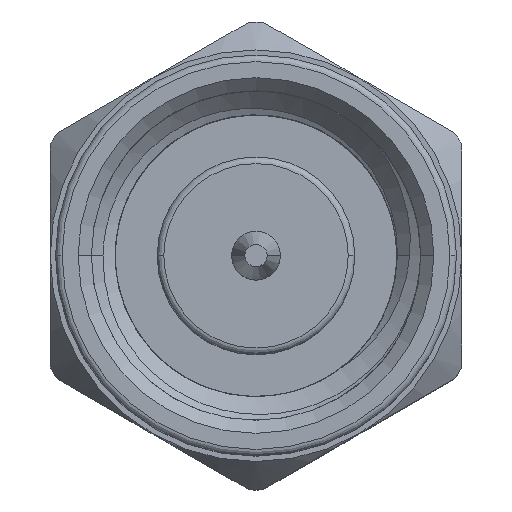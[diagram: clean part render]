
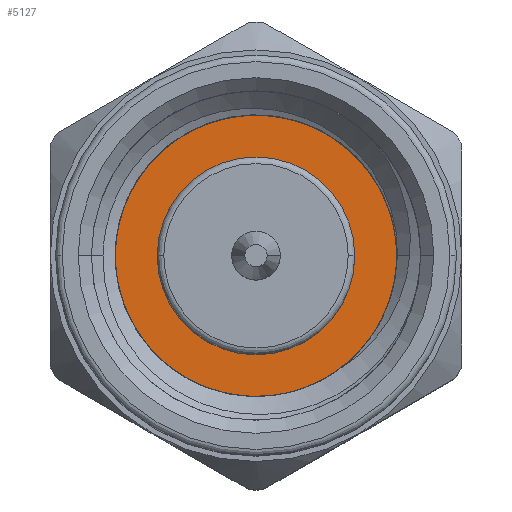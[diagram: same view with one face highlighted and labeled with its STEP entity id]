
A CAD part, top view. The second image highlights one B-rep face of the part: STEP entity #5127.
In plain terms, the highlighted face is planar.
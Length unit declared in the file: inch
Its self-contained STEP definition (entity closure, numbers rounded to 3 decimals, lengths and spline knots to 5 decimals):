
#132 = ORIENTED_EDGE ( 'NONE', *, *, #4529, .T. ) ;
#152 = CARTESIAN_POINT ( 'NONE',  ( -0.65, 0., 0. ) ) ;
#215 = B_SPLINE_CURVE_WITH_KNOTS ( 'NONE', 3,
 ( #926, #6271, #7470, #3855, #6878, #237, #4445, #3879, #4471, #872, #2896, #2782, #1650, #1003, #391, #446, #6482, #3402, #5810, #5183, #5211, #1676, #2809, #6393 ),
 .UNSPECIFIED., .F., .F.,
 ( 4, 2, 2, 2, 2, 2, 2, 2, 2, 2, 2, 4 ),
 ( 0., 0.00087, 0.0013, 0.00173, 0.0026, 0.00304, 0.00347, 0.0039, 0.00434, 0.0052, 0.00607, 0.00694 ),
 .UNSPECIFIED. ) ;
#237 = CARTESIAN_POINT ( 'NONE',  ( -0.65, 0.09504, -0.07605 ) ) ;
#239 = AXIS2_PLACEMENT_3D ( 'NONE', #4511, #1533, #6345 ) ;
#391 = CARTESIAN_POINT ( 'NONE',  ( -0.65, 0.01462, -0.11478 ) ) ;
#446 = CARTESIAN_POINT ( 'NONE',  ( -0.65, 0.00321, -0.11494 ) ) ;
#532 = CARTESIAN_POINT ( 'NONE',  ( -0.65, -0.05761, 0.09816 ) ) ;
#558 = CARTESIAN_POINT ( 'NONE',  ( -0.65, -0.08269, 0.07467 ) ) ;
#610 = CARTESIAN_POINT ( 'NONE',  ( -0.65, 0.10529, 0.06737 ) ) ;
#691 = DIRECTION ( 'NONE',  ( -1., 0., 0. ) ) ;
#766 = DIRECTION ( 'NONE',  ( 0., 0., 1. ) ) ;
#872 = CARTESIAN_POINT ( 'NONE',  ( -0.65, 0.05344, -0.10561 ) ) ;
#875 = ORIENTED_EDGE ( 'NONE', *, *, #2028, .F. ) ;
#926 = CARTESIAN_POINT ( 'NONE',  ( -0.65, 0.12221, -0.02625 ) ) ;
#935 = AXIS2_PLACEMENT_3D ( 'NONE', #152, #691, #766 ) ;
#988 = CARTESIAN_POINT ( 'NONE',  ( -0.65, -0.10457, 0.02246 ) ) ;
#1003 = CARTESIAN_POINT ( 'NONE',  ( -0.65, 0.02029, -0.11428 ) ) ;
#1083 = CARTESIAN_POINT ( 'NONE',  ( -0.65, -0.10773, -0.00531 ) ) ;
#1156 = CARTESIAN_POINT ( 'NONE',  ( -0.65, -0.08929, 0.06534 ) ) ;
#1329 = DIRECTION ( 'NONE',  ( -1., 0., 0. ) ) ;
#1506 = PLANE ( 'NONE',  #2068 ) ;
#1533 = DIRECTION ( 'NONE',  ( -1., 0., 0. ) ) ;
#1650 = CARTESIAN_POINT ( 'NONE',  ( -0.65, 0.03156, -0.11247 ) ) ;
#1676 = CARTESIAN_POINT ( 'NONE',  ( -0.65, -0.07748, -0.07686 ) ) ;
#1757 = CARTESIAN_POINT ( 'NONE',  ( -0.65, 0.01299, 0.11751 ) ) ;
#1955 = CIRCLE ( 'NONE', #2157, 0.125 ) ;
#2028 = EDGE_CURVE ( 'NONE', #6790, #4499, #3607, .T. ) ;
#2068 = AXIS2_PLACEMENT_3D ( 'NONE', #7511, #2145, #6918 ) ;
#2145 = DIRECTION ( 'NONE',  ( -1., 0., 0. ) ) ;
#2157 = AXIS2_PLACEMENT_3D ( 'NONE', #3191, #1329, #2575 ) ;
#2335 = EDGE_CURVE ( 'NONE', #5150, #6124, #3267, .T. ) ;
#2362 = CARTESIAN_POINT ( 'NONE',  ( -0.65, 0.12221, -0.02625 ) ) ;
#2382 = CARTESIAN_POINT ( 'NONE',  ( -0.65, 0.07257, 0.09896 ) ) ;
#2415 = CARTESIAN_POINT ( 'NONE',  ( -0.65, -0.00413, 0.11712 ) ) ;
#2575 = DIRECTION ( 'NONE',  ( 0., 0., 1. ) ) ;
#2608 = B_SPLINE_CURVE_WITH_KNOTS ( 'NONE', 3,
 ( #5365, #4734, #4135, #1156, #558, #4185, #532, #4810, #7792, #7210, #5911, #3006, #2415, #7155, #1757, #7818, #5957, #3505, #2382, #3032, #6508, #610 ),
 .UNSPECIFIED., .F., .F.,
 ( 4, 2, 2, 2, 2, 2, 2, 2, 2, 2, 4 ),
 ( 0., 0.00087, 0.00173, 0.0026, 0.00303, 0.00347, 0.0039, 0.00433, 0.0052, 0.00607, 0.00693 ),
 .UNSPECIFIED. ) ;
#2734 = ORIENTED_EDGE ( 'NONE', *, *, #5587, .F. ) ;
#2782 = CARTESIAN_POINT ( 'NONE',  ( -0.65, 0.0372, -0.11115 ) ) ;
#2809 = CARTESIAN_POINT ( 'NONE',  ( -0.65, -0.08453, -0.06777 ) ) ;
#2896 = CARTESIAN_POINT ( 'NONE',  ( -0.65, 0.04815, -0.10771 ) ) ;
#3006 = CARTESIAN_POINT ( 'NONE',  ( -0.65, -0.00989, 0.11642 ) ) ;
#3032 = CARTESIAN_POINT ( 'NONE',  ( -0.65, 0.09053, 0.08498 ) ) ;
#3191 = CARTESIAN_POINT ( 'NONE',  ( -0.65, 0., 0. ) ) ;
#3267 = B_SPLINE_CURVE_WITH_KNOTS ( 'NONE', 3,
 ( #3501, #3533, #7737, #1083, #5312, #5339 ),
 .UNSPECIFIED., .F., .F.,
 ( 4, 2, 4 ),
 ( 0., 0.00106, 0.00212 ),
 .UNSPECIFIED. ) ;
#3402 = CARTESIAN_POINT ( 'NONE',  ( -0.65, -0.01961, -0.1123 ) ) ;
#3501 = CARTESIAN_POINT ( 'NONE',  ( -0.65, -0.09009, -0.05765 ) ) ;
#3505 = CARTESIAN_POINT ( 'NONE',  ( -0.65, 0.06246, 0.10475 ) ) ;
#3533 = CARTESIAN_POINT ( 'NONE',  ( -0.65, -0.09761, -0.0459 ) ) ;
#3607 = CIRCLE ( 'NONE', #935, 0.075 ) ;
#3829 = ORIENTED_EDGE ( 'NONE', *, *, #2335, .T. ) ;
#3855 = CARTESIAN_POINT ( 'NONE',  ( -0.65, 0.10564, -0.06247 ) ) ;
#3879 = CARTESIAN_POINT ( 'NONE',  ( -0.65, 0.07852, -0.09165 ) ) ;
#3929 = CARTESIAN_POINT ( 'NONE',  ( -0.65, 0., -0.075 ) ) ;
#4005 = CARTESIAN_POINT ( 'NONE',  ( -0.65, 0., 0.075 ) ) ;
#4135 = CARTESIAN_POINT ( 'NONE',  ( -0.65, -0.0996, 0.04474 ) ) ;
#4185 = CARTESIAN_POINT ( 'NONE',  ( -0.65, -0.06672, 0.09122 ) ) ;
#4383 = EDGE_CURVE ( 'NONE', #7092, #7062, #1955, .T. ) ;
#4445 = CARTESIAN_POINT ( 'NONE',  ( -0.65, 0.09112, -0.08017 ) ) ;
#4471 = CARTESIAN_POINT ( 'NONE',  ( -0.65, 0.06883, -0.09819 ) ) ;
#4499 = VERTEX_POINT ( 'NONE', #3929 ) ;
#4511 = CARTESIAN_POINT ( 'NONE',  ( -0.65, 0., 0. ) ) ;
#4529 = EDGE_CURVE ( 'NONE', #7062, #5150, #215, .T. ) ;
#4616 = ORIENTED_EDGE ( 'NONE', *, *, #4383, .T. ) ;
#4651 = FACE_BOUND ( 'NONE', #7525, .T. ) ;
#4731 = EDGE_CURVE ( 'NONE', #6124, #7092, #2608, .T. ) ;
#4734 = CARTESIAN_POINT ( 'NONE',  ( -0.65, -0.10298, 0.03389 ) ) ;
#4810 = CARTESIAN_POINT ( 'NONE',  ( -0.65, -0.04255, 0.10639 ) ) ;
#5123 = CARTESIAN_POINT ( 'NONE',  ( -0.65, -0.09009, -0.05765 ) ) ;
#5127 = ADVANCED_FACE ( 'NONE', ( #5961, #4651 ), #1506, .T. ) ;
#5150 = VERTEX_POINT ( 'NONE', #5123 ) ;
#5183 = CARTESIAN_POINT ( 'NONE',  ( -0.65, -0.05135, -0.0991 ) ) ;
#5211 = CARTESIAN_POINT ( 'NONE',  ( -0.65, -0.06074, -0.09266 ) ) ;
#5312 = CARTESIAN_POINT ( 'NONE',  ( -0.65, -0.1075, 0.00883 ) ) ;
#5339 = CARTESIAN_POINT ( 'NONE',  ( -0.65, -0.10457, 0.02246 ) ) ;
#5365 = CARTESIAN_POINT ( 'NONE',  ( -0.65, -0.10457, 0.02246 ) ) ;
#5587 = EDGE_CURVE ( 'NONE', #4499, #6790, #6161, .T. ) ;
#5810 = CARTESIAN_POINT ( 'NONE',  ( -0.65, -0.03052, -0.10905 ) ) ;
#5911 = CARTESIAN_POINT ( 'NONE',  ( -0.65, -0.02107, 0.11419 ) ) ;
#5957 = CARTESIAN_POINT ( 'NONE',  ( -0.65, 0.04133, 0.11315 ) ) ;
#5961 = FACE_OUTER_BOUND ( 'NONE', #7214, .T. ) ;
#6124 = VERTEX_POINT ( 'NONE', #988 ) ;
#6161 = CIRCLE ( 'NONE', #239, 0.075 ) ;
#6271 = CARTESIAN_POINT ( 'NONE',  ( -0.65, 0.11909, -0.03736 ) ) ;
#6345 = DIRECTION ( 'NONE',  ( 0., 0., 1. ) ) ;
#6393 = CARTESIAN_POINT ( 'NONE',  ( -0.65, -0.09009, -0.05765 ) ) ;
#6482 = CARTESIAN_POINT ( 'NONE',  ( -0.65, -0.00259, -0.11462 ) ) ;
#6508 = CARTESIAN_POINT ( 'NONE',  ( -0.65, 0.09854, 0.07671 ) ) ;
#6790 = VERTEX_POINT ( 'NONE', #4005 ) ;
#6878 = CARTESIAN_POINT ( 'NONE',  ( -0.65, 0.10229, -0.06722 ) ) ;
#6918 = DIRECTION ( 'NONE',  ( 0., 0., 1. ) ) ;
#7062 = VERTEX_POINT ( 'NONE', #2362 ) ;
#7092 = VERTEX_POINT ( 'NONE', #7741 ) ;
#7101 = ORIENTED_EDGE ( 'NONE', *, *, #4731, .T. ) ;
#7155 = CARTESIAN_POINT ( 'NONE',  ( -0.65, 0.0073, 0.11765 ) ) ;
#7210 = CARTESIAN_POINT ( 'NONE',  ( -0.65, -0.02655, 0.11266 ) ) ;
#7214 = EDGE_LOOP ( 'NONE', ( #4616, #132, #3829, #7101 ) ) ;
#7470 = CARTESIAN_POINT ( 'NONE',  ( -0.65, 0.11454, -0.0478 ) ) ;
#7511 = CARTESIAN_POINT ( 'NONE',  ( -0.65, 0., 0. ) ) ;
#7525 = EDGE_LOOP ( 'NONE', ( #2734, #875 ) ) ;
#7737 = CARTESIAN_POINT ( 'NONE',  ( -0.65, -0.10278, -0.03269 ) ) ;
#7741 = CARTESIAN_POINT ( 'NONE',  ( -0.65, 0.10529, 0.06737 ) ) ;
#7792 = CARTESIAN_POINT ( 'NONE',  ( -0.65, -0.03727, 0.10877 ) ) ;
#7818 = CARTESIAN_POINT ( 'NONE',  ( -0.65, 0.03001, 0.11588 ) ) ;
